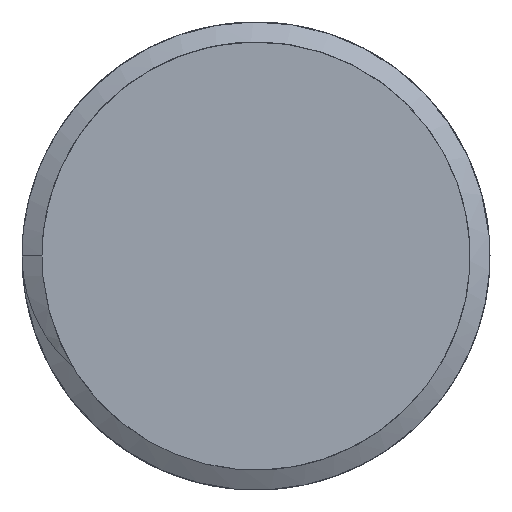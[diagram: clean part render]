
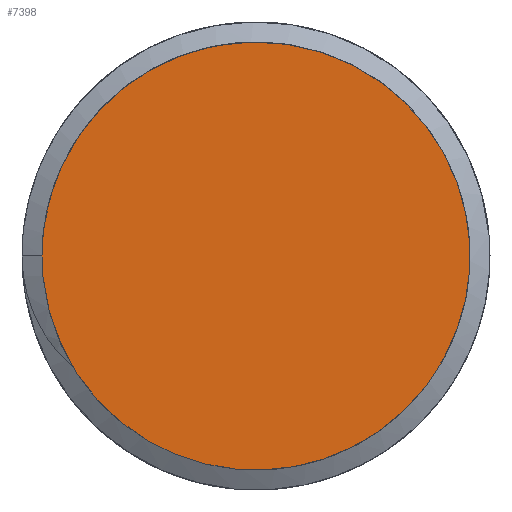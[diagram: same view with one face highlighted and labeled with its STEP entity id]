
A CAD part, left-side view. The second image highlights one B-rep face of the part: STEP entity #7398.
In plain terms, the highlighted free-form (B-spline) face has degree [1, 1] with [2, 2] control points.
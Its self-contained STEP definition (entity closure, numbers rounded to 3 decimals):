
#2057=CARTESIAN_POINT('',(0.,8.35,0.));
#2058=VERTEX_POINT('',#2057);
#2096=CARTESIAN_POINT('',(0.,8.314,-0.781));
#2097=VERTEX_POINT('',#2096);
#2098=CARTESIAN_POINT('',(0.,8.313,-0.781));
#2099=CARTESIAN_POINT('',(0.,7.603,-8.35));
#2100=CARTESIAN_POINT('',(0.,0.,-8.35));
#2101=CARTESIAN_POINT('',(0.,-8.35,-8.35));
#2102=CARTESIAN_POINT('',(0.,-8.35,0.));
#2103=CARTESIAN_POINT('',(0.,-8.35,8.35));
#2104=CARTESIAN_POINT('',(0.,0.,8.35));
#2105=CARTESIAN_POINT('',(0.,8.35,8.35));
#2106=CARTESIAN_POINT('',(0.,8.35,0.));
#2107=(BOUNDED_CURVE()B_SPLINE_CURVE(2,(#2098,#2099,#2100,#2101,#2102,#2103,#2104,#2105,#2106),.CIRCULAR_ARC.,.F.,.U.)B_SPLINE_CURVE_WITH_KNOTS((3,2,2,2,3),(0.016,0.25,0.5,0.75,1.),.UNSPECIFIED.)CURVE()GEOMETRIC_REPRESENTATION_ITEM()RATIONAL_B_SPLINE_CURVE((0.964,0.726,1.,0.707,1.,0.707,1.,0.707,1.))REPRESENTATION_ITEM(''));
#2108=EDGE_CURVE('',#2097,#2058,#2107,.T.);
#7379=CARTESIAN_POINT('',(0.,8.315,-0.781));
#7380=CARTESIAN_POINT('',(0.,8.346,-0.526));
#7381=CARTESIAN_POINT('',(0.,8.358,-0.266));
#7382=CARTESIAN_POINT('',(0.,8.35,0.));
#7383=B_SPLINE_CURVE_WITH_KNOTS('',3,(#7379,#7380,#7381,#7382),.UNSPECIFIED.,.F.,.U.,(4,4),(0.912,1.),.UNSPECIFIED.);
#7384=EDGE_CURVE('',#2097,#2058,#7383,.T.);
#7389=CARTESIAN_POINT('',(0.,-123.486,123.486));
#7390=CARTESIAN_POINT('',(0.,-123.486,-123.486));
#7391=CARTESIAN_POINT('',(0.,123.486,123.486));
#7392=CARTESIAN_POINT('',(0.,123.486,-123.486));
#7393=B_SPLINE_SURFACE_WITH_KNOTS('',1,1,((#7389,#7390),(#7391,#7392)),.PLANE_SURF.,.F.,.F.,.U.,(2,2),(2,2),(0.,1.),(0.,1.),.UNSPECIFIED.);
#7394=ORIENTED_EDGE('',*,*,#7384,.F.);
#7395=ORIENTED_EDGE('',*,*,#2108,.T.);
#7396=EDGE_LOOP('',(#7394,#7395));
#7397=FACE_OUTER_BOUND('',#7396,.T.);
#7398=ADVANCED_FACE('',(#7397),#7393,.T.);
